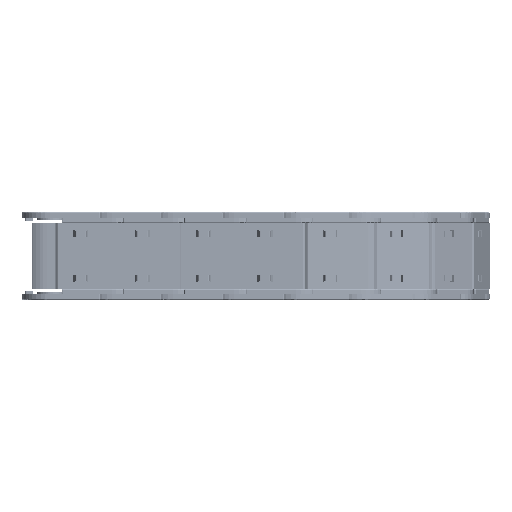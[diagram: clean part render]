
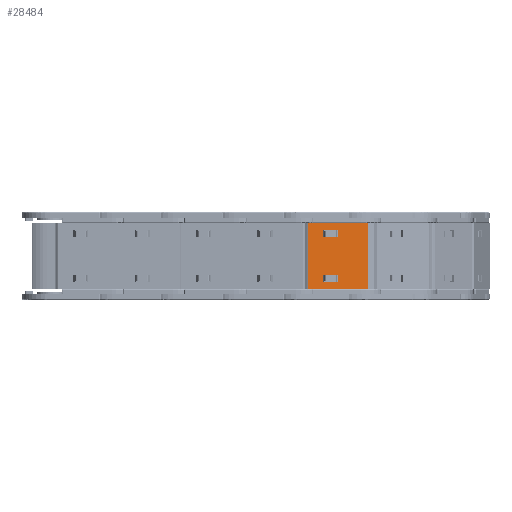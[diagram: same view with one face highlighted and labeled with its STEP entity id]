
A CAD part, front view. The second image highlights one B-rep face of the part: STEP entity #28484.
In plain terms, the highlighted face is planar.
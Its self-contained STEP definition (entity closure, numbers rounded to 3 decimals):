
#196 = ORIENTED_EDGE ( 'NONE', *, *, #28305, .T. ) ;
#200 = DIRECTION ( 'NONE',  ( 0., 0., 1. ) ) ;
#804 = LINE ( 'NONE', #15718, #18807 ) ;
#927 = CARTESIAN_POINT ( 'NONE',  ( -40.943, 70.399, -19.116 ) ) ;
#1815 = CARTESIAN_POINT ( 'NONE',  ( -43.943, 70.399, 28.434 ) ) ;
#2003 = LINE ( 'NONE', #35588, #40080 ) ;
#2079 = VECTOR ( 'NONE', #41716, 1000. ) ;
#3262 = CARTESIAN_POINT ( 'NONE',  ( -68.923, 70.399, 90.053 ) ) ;
#3391 = CARTESIAN_POINT ( 'NONE',  ( -40.943, 70.399, 15.384 ) ) ;
#3395 = DIRECTION ( 'NONE',  ( 1., 0., 0. ) ) ;
#4933 = LINE ( 'NONE', #29969, #19125 ) ;
#5498 = EDGE_LOOP ( 'NONE', ( #35601, #196, #15282, #28194 ) ) ;
#5890 = EDGE_CURVE ( 'NONE', #19822, #10727, #33525, .T. ) ;
#5915 = VERTEX_POINT ( 'NONE', #17454 ) ;
#6760 = ORIENTED_EDGE ( 'NONE', *, *, #10874, .T. ) ;
#6957 = CARTESIAN_POINT ( 'NONE',  ( -40.943, 70.399, -19.116 ) ) ;
#7726 = DIRECTION ( 'NONE',  ( 0., 0., -1. ) ) ;
#7771 = LINE ( 'NONE', #927, #11056 ) ;
#8076 = DIRECTION ( 'NONE',  ( 1., 0., 0. ) ) ;
#8741 = VERTEX_POINT ( 'NONE', #31236 ) ;
#9277 = CARTESIAN_POINT ( 'NONE',  ( -12.723, 70.399, 28.434 ) ) ;
#9483 = EDGE_LOOP ( 'NONE', ( #37146, #23178, #19846, #6760 ) ) ;
#9769 = DIRECTION ( 'NONE',  ( 0., 0., -1. ) ) ;
#10400 = CARTESIAN_POINT ( 'NONE',  ( -40.943, 70.399, -25.416 ) ) ;
#10727 = VERTEX_POINT ( 'NONE', #22870 ) ;
#10874 = EDGE_CURVE ( 'NONE', #5915, #28390, #32712, .T. ) ;
#11056 = VECTOR ( 'NONE', #42834, 1000. ) ;
#12950 = DIRECTION ( 'NONE',  ( 0., 0., -1. ) ) ;
#13208 = LINE ( 'NONE', #10400, #17580 ) ;
#13601 = EDGE_LOOP ( 'NONE', ( #23634, #25242, #38740, #33104 ) ) ;
#14242 = VECTOR ( 'NONE', #7726, 1000. ) ;
#14556 = EDGE_CURVE ( 'NONE', #28390, #34495, #23859, .T. ) ;
#15282 = ORIENTED_EDGE ( 'NONE', *, *, #5890, .T. ) ;
#15567 = DIRECTION ( 'NONE',  ( -1., 0., 0. ) ) ;
#15602 = VERTEX_POINT ( 'NONE', #30050 ) ;
#15718 = CARTESIAN_POINT ( 'NONE',  ( -26.943, 70.399, -19.116 ) ) ;
#15966 = EDGE_CURVE ( 'NONE', #28383, #5915, #2003, .T. ) ;
#15977 = FACE_BOUND ( 'NONE', #13601, .T. ) ;
#17454 = CARTESIAN_POINT ( 'NONE',  ( -26.943, 70.399, 21.684 ) ) ;
#17580 = VECTOR ( 'NONE', #3395, 1000. ) ;
#18316 = CARTESIAN_POINT ( 'NONE',  ( -40.943, 70.399, 15.384 ) ) ;
#18525 = AXIS2_PLACEMENT_3D ( 'NONE', #33284, #26654, #12950 ) ;
#18807 = VECTOR ( 'NONE', #42979, 1000. ) ;
#19033 = DIRECTION ( 'NONE',  ( -1., 0., 0. ) ) ;
#19125 = VECTOR ( 'NONE', #19033, 1000. ) ;
#19822 = VERTEX_POINT ( 'NONE', #22855 ) ;
#19846 = ORIENTED_EDGE ( 'NONE', *, *, #15966, .T. ) ;
#20875 = VECTOR ( 'NONE', #39974, 1000. ) ;
#21017 = EDGE_CURVE ( 'NONE', #25830, #15602, #23499, .T. ) ;
#21101 = CARTESIAN_POINT ( 'NONE',  ( -40.943, 70.399, -19.116 ) ) ;
#21134 = VECTOR ( 'NONE', #15567, 1000. ) ;
#21229 = DIRECTION ( 'NONE',  ( 0., 0., -1. ) ) ;
#21583 = CARTESIAN_POINT ( 'NONE',  ( -12.723, 70.399, 90.053 ) ) ;
#22164 = VERTEX_POINT ( 'NONE', #31071 ) ;
#22682 = VECTOR ( 'NONE', #21229, 1000. ) ;
#22855 = CARTESIAN_POINT ( 'NONE',  ( -68.923, 70.399, 28.434 ) ) ;
#22870 = CARTESIAN_POINT ( 'NONE',  ( -68.923, 70.399, -32.166 ) ) ;
#23178 = ORIENTED_EDGE ( 'NONE', *, *, #37478, .T. ) ;
#23470 = EDGE_CURVE ( 'NONE', #37116, #8741, #33101, .T. ) ;
#23499 = LINE ( 'NONE', #21583, #14242 ) ;
#23634 = ORIENTED_EDGE ( 'NONE', *, *, #28582, .F. ) ;
#23859 = LINE ( 'NONE', #18316, #21134 ) ;
#25063 = CARTESIAN_POINT ( 'NONE',  ( -40.943, 70.399, 15.384 ) ) ;
#25242 = ORIENTED_EDGE ( 'NONE', *, *, #33654, .F. ) ;
#25830 = VERTEX_POINT ( 'NONE', #9277 ) ;
#26326 = FACE_BOUND ( 'NONE', #9483, .T. ) ;
#26654 = DIRECTION ( 'NONE',  ( 0., 1., 0. ) ) ;
#28194 = ORIENTED_EDGE ( 'NONE', *, *, #38540, .F. ) ;
#28305 = EDGE_CURVE ( 'NONE', #25830, #19822, #28528, .T. ) ;
#28341 = CARTESIAN_POINT ( 'NONE',  ( -26.943, 70.399, -25.416 ) ) ;
#28383 = VERTEX_POINT ( 'NONE', #37362 ) ;
#28390 = VERTEX_POINT ( 'NONE', #40410 ) ;
#28484 = ADVANCED_FACE ( 'NONE', ( #15977, #29578, #26326 ), #29834, .F. ) ;
#28528 = LINE ( 'NONE', #1815, #20875 ) ;
#28582 = EDGE_CURVE ( 'NONE', #22164, #37116, #7771, .T. ) ;
#28967 = LINE ( 'NONE', #3391, #34374 ) ;
#29578 = FACE_OUTER_BOUND ( 'NONE', #5498, .T. ) ;
#29834 = PLANE ( 'NONE',  #18525 ) ;
#29969 = CARTESIAN_POINT ( 'NONE',  ( -43.943, 70.399, -32.166 ) ) ;
#30050 = CARTESIAN_POINT ( 'NONE',  ( -12.723, 70.399, -32.166 ) ) ;
#30459 = CARTESIAN_POINT ( 'NONE',  ( -26.943, 70.399, 15.384 ) ) ;
#31071 = CARTESIAN_POINT ( 'NONE',  ( -26.943, 70.399, -19.116 ) ) ;
#31236 = CARTESIAN_POINT ( 'NONE',  ( -40.943, 70.399, -25.416 ) ) ;
#32712 = LINE ( 'NONE', #30459, #44078 ) ;
#32836 = VERTEX_POINT ( 'NONE', #28341 ) ;
#33101 = LINE ( 'NONE', #21101, #2079 ) ;
#33104 = ORIENTED_EDGE ( 'NONE', *, *, #23470, .F. ) ;
#33284 = CARTESIAN_POINT ( 'NONE',  ( -43.943, 70.399, 8.434 ) ) ;
#33525 = LINE ( 'NONE', #3262, #22682 ) ;
#33654 = EDGE_CURVE ( 'NONE', #32836, #22164, #804, .T. ) ;
#34374 = VECTOR ( 'NONE', #200, 1000. ) ;
#34495 = VERTEX_POINT ( 'NONE', #25063 ) ;
#35588 = CARTESIAN_POINT ( 'NONE',  ( -40.943, 70.399, 21.684 ) ) ;
#35601 = ORIENTED_EDGE ( 'NONE', *, *, #21017, .F. ) ;
#35699 = EDGE_CURVE ( 'NONE', #8741, #32836, #13208, .T. ) ;
#37116 = VERTEX_POINT ( 'NONE', #6957 ) ;
#37146 = ORIENTED_EDGE ( 'NONE', *, *, #14556, .T. ) ;
#37362 = CARTESIAN_POINT ( 'NONE',  ( -40.943, 70.399, 21.684 ) ) ;
#37478 = EDGE_CURVE ( 'NONE', #34495, #28383, #28967, .T. ) ;
#38540 = EDGE_CURVE ( 'NONE', #15602, #10727, #4933, .T. ) ;
#38740 = ORIENTED_EDGE ( 'NONE', *, *, #35699, .F. ) ;
#39974 = DIRECTION ( 'NONE',  ( -1., 0., 0. ) ) ;
#40080 = VECTOR ( 'NONE', #8076, 1000. ) ;
#40410 = CARTESIAN_POINT ( 'NONE',  ( -26.943, 70.399, 15.384 ) ) ;
#41716 = DIRECTION ( 'NONE',  ( 0., 0., -1. ) ) ;
#42834 = DIRECTION ( 'NONE',  ( -1., 0., 0. ) ) ;
#42979 = DIRECTION ( 'NONE',  ( 0., 0., 1. ) ) ;
#44078 = VECTOR ( 'NONE', #9769, 1000. ) ;
